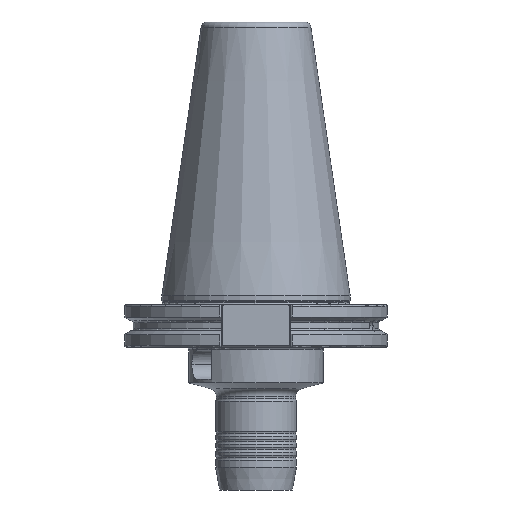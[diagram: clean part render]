
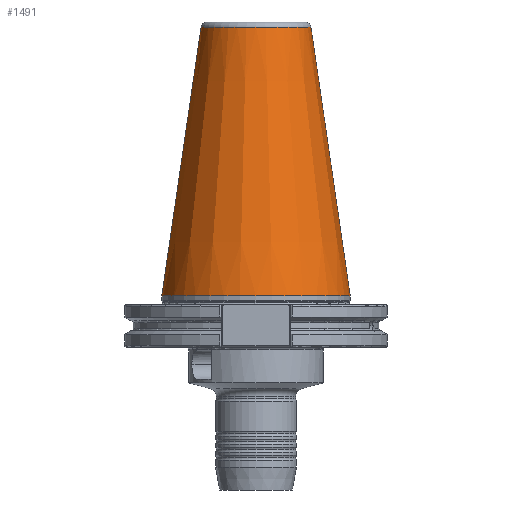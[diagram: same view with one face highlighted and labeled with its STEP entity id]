
A CAD part, front view. The second image highlights one B-rep face of the part: STEP entity #1491.
In plain terms, the highlighted conical face has half-angle 8.297 degrees and reference radius 20.108 mm.
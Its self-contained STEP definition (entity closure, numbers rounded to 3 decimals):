
#249 = CIRCLE ( 'NONE', #6900, 20.389 ) ;
#410 = ORIENTED_EDGE ( 'NONE', *, *, #8088, .T. ) ;
#458 = CONICAL_SURFACE ( 'NONE', #7651, 20.108, 0.145 ) ;
#594 = VERTEX_POINT ( 'NONE', #4663 ) ;
#1238 = CARTESIAN_POINT ( 'NONE',  ( 0., 0., 99.675 ) ) ;
#1491 = ADVANCED_FACE ( 'NONE', ( #6887 ), #458, .T. ) ;
#1495 = CARTESIAN_POINT ( 'NONE',  ( 0., 0., 101.6 ) ) ;
#2148 = LINE ( 'NONE', #5837, #8549 ) ;
#2297 = ORIENTED_EDGE ( 'NONE', *, *, #4398, .T. ) ;
#2394 = ORIENTED_EDGE ( 'NONE', *, *, #2611, .F. ) ;
#2611 = EDGE_CURVE ( 'NONE', #6590, #4453, #6772, .T. ) ;
#2818 = DIRECTION ( 'NONE',  ( 0., 0., -1. ) ) ;
#3228 = LINE ( 'NONE', #5898, #6707 ) ;
#3327 = DIRECTION ( 'NONE',  ( 0., 0., -1. ) ) ;
#3361 = CARTESIAN_POINT ( 'NONE',  ( -34.925, 0., 0. ) ) ;
#3400 = VERTEX_POINT ( 'NONE', #4578 ) ;
#3841 = EDGE_LOOP ( 'NONE', ( #4492, #2297, #410, #2394 ) ) ;
#4237 = CARTESIAN_POINT ( 'NONE',  ( 0., 0., 0. ) ) ;
#4398 = EDGE_CURVE ( 'NONE', #3400, #594, #249, .T. ) ;
#4453 = VERTEX_POINT ( 'NONE', #3361 ) ;
#4492 = ORIENTED_EDGE ( 'NONE', *, *, #8243, .F. ) ;
#4578 = CARTESIAN_POINT ( 'NONE',  ( 20.389, 0., 99.675 ) ) ;
#4663 = CARTESIAN_POINT ( 'NONE',  ( -20.389, 0., 99.675 ) ) ;
#5837 = CARTESIAN_POINT ( 'NONE',  ( -20.108, 0., 101.6 ) ) ;
#5898 = CARTESIAN_POINT ( 'NONE',  ( 20.108, 0., 101.6 ) ) ;
#6003 = DIRECTION ( 'NONE',  ( 0.144, 0., -0.99 ) ) ;
#6590 = VERTEX_POINT ( 'NONE', #8806 ) ;
#6707 = VECTOR ( 'NONE', #6003, 1000. ) ;
#6772 = CIRCLE ( 'NONE', #7157, 34.925 ) ;
#6887 = FACE_OUTER_BOUND ( 'NONE', #3841, .T. ) ;
#6900 = AXIS2_PLACEMENT_3D ( 'NONE', #1238, #2818, #7126 ) ;
#7126 = DIRECTION ( 'NONE',  ( 1., 0., 0. ) ) ;
#7157 = AXIS2_PLACEMENT_3D ( 'NONE', #4237, #7884, #7616 ) ;
#7181 = DIRECTION ( 'NONE',  ( -1., 0., 0. ) ) ;
#7616 = DIRECTION ( 'NONE',  ( -1., 0., 0. ) ) ;
#7651 = AXIS2_PLACEMENT_3D ( 'NONE', #1495, #3327, #7181 ) ;
#7884 = DIRECTION ( 'NONE',  ( 0., 0., -1. ) ) ;
#8088 = EDGE_CURVE ( 'NONE', #594, #4453, #2148, .T. ) ;
#8185 = DIRECTION ( 'NONE',  ( -0.144, 0., -0.99 ) ) ;
#8243 = EDGE_CURVE ( 'NONE', #3400, #6590, #3228, .T. ) ;
#8549 = VECTOR ( 'NONE', #8185, 1000. ) ;
#8806 = CARTESIAN_POINT ( 'NONE',  ( 34.925, 0., 0. ) ) ;
